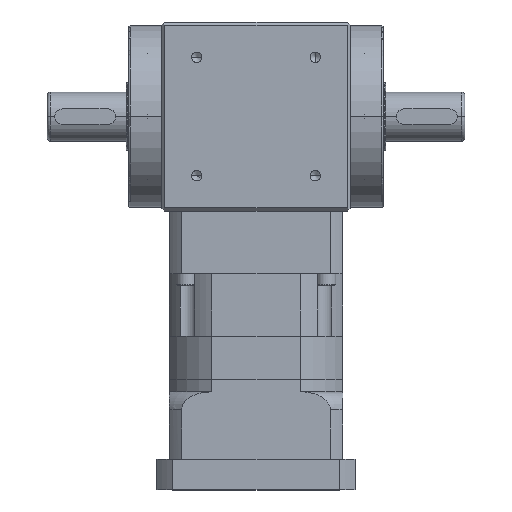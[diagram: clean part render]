
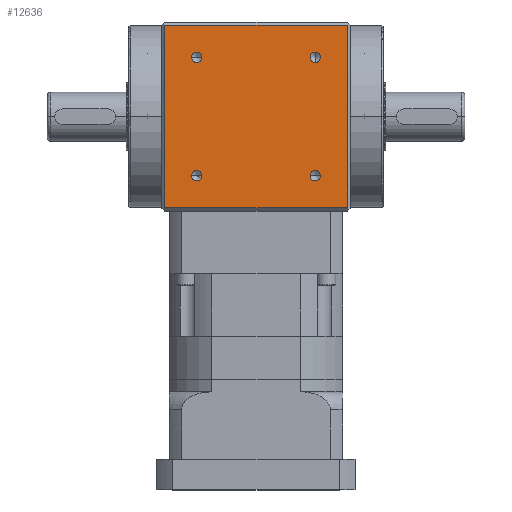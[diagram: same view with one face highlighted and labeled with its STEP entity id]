
A CAD part, top view. The second image highlights one B-rep face of the part: STEP entity #12636.
In plain terms, the highlighted planar face has unit normal (0, 0, 1).
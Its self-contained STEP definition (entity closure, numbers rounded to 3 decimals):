
#85 = ORIENTED_EDGE ( 'NONE', *, *, #27973, .F. ) ;
#102 = EDGE_CURVE ( 'NONE', #28319, #22619, #11536, .T. ) ;
#239 = AXIS2_PLACEMENT_3D ( 'NONE', #16969, #2750, #19325 ) ;
#342 = CIRCLE ( 'NONE', #2889, 3.4 ) ;
#729 = ORIENTED_EDGE ( 'NONE', *, *, #7669, .F. ) ;
#901 = ORIENTED_EDGE ( 'NONE', *, *, #4094, .F. ) ;
#952 = EDGE_LOOP ( 'NONE', ( #27371, #20652 ) ) ;
#1290 = ORIENTED_EDGE ( 'NONE', *, *, #17597, .F. ) ;
#1399 = CARTESIAN_POINT ( 'NONE',  ( 38.891, 231.791, 62. ) ) ;
#1738 = EDGE_LOOP ( 'NONE', ( #25768, #85, #901, #11406 ) ) ;
#1805 = VERTEX_POINT ( 'NONE', #22848 ) ;
#2238 = VERTEX_POINT ( 'NONE', #14002 ) ;
#2750 = DIRECTION ( 'NONE',  ( 0., 0., -1. ) ) ;
#2889 = AXIS2_PLACEMENT_3D ( 'NONE', #12748, #12742, #12707 ) ;
#3339 = CARTESIAN_POINT ( 'NONE',  ( 38.891, 157.409, 62. ) ) ;
#3795 = CARTESIAN_POINT ( 'NONE',  ( 38.891, 160.809, 62. ) ) ;
#4082 = CARTESIAN_POINT ( 'NONE',  ( -38.891, 157.409, 62. ) ) ;
#4094 = EDGE_CURVE ( 'NONE', #2238, #13031, #12423, .T. ) ;
#4451 = EDGE_CURVE ( 'NONE', #16892, #2238, #9866, .T. ) ;
#4511 = CIRCLE ( 'NONE', #25076, 3.4 ) ;
#5196 = CARTESIAN_POINT ( 'NONE',  ( -38.891, 235.191, 62. ) ) ;
#5448 = EDGE_CURVE ( 'NONE', #6193, #12422, #29347, .T. ) ;
#5750 = DIRECTION ( 'NONE',  ( 0., -1., 0. ) ) ;
#6193 = VERTEX_POINT ( 'NONE', #10087 ) ;
#6245 = VERTEX_POINT ( 'NONE', #3795 ) ;
#6513 = DIRECTION ( 'NONE',  ( 0., -1., 0. ) ) ;
#6553 = EDGE_CURVE ( 'NONE', #12422, #6193, #342, .T. ) ;
#6913 = VECTOR ( 'NONE', #17699, 1000. ) ;
#7626 = DIRECTION ( 'NONE',  ( 0., -1., 0. ) ) ;
#7669 = EDGE_CURVE ( 'NONE', #23849, #16779, #23575, .T. ) ;
#9843 = VECTOR ( 'NONE', #10521, 1000. ) ;
#9866 = LINE ( 'NONE', #10543, #9843 ) ;
#10087 = CARTESIAN_POINT ( 'NONE',  ( 38.891, 238.591, 62. ) ) ;
#10521 = DIRECTION ( 'NONE',  ( -1., 0., 0. ) ) ;
#10543 = CARTESIAN_POINT ( 'NONE',  ( -75., 136.3, 62. ) ) ;
#11092 = EDGE_LOOP ( 'NONE', ( #24819, #27122 ) ) ;
#11135 = CARTESIAN_POINT ( 'NONE',  ( -38.891, 238.591, 62. ) ) ;
#11406 = ORIENTED_EDGE ( 'NONE', *, *, #4451, .F. ) ;
#11536 = CIRCLE ( 'NONE', #12005, 3.4 ) ;
#11768 = AXIS2_PLACEMENT_3D ( 'NONE', #26869, #12881, #29105 ) ;
#11814 = PLANE ( 'NONE',  #239 ) ;
#12005 = AXIS2_PLACEMENT_3D ( 'NONE', #19155, #19187, #19246 ) ;
#12124 = VERTEX_POINT ( 'NONE', #28473 ) ;
#12150 = EDGE_LOOP ( 'NONE', ( #1290, #16887 ) ) ;
#12422 = VERTEX_POINT ( 'NONE', #1399 ) ;
#12423 = LINE ( 'NONE', #17738, #6913 ) ;
#12636 = ADVANCED_FACE ( 'NONE', ( #24608, #24554, #24638, #24453, #24426 ), #11814, .F. ) ;
#12707 = DIRECTION ( 'NONE',  ( 0., -1., 0. ) ) ;
#12742 = DIRECTION ( 'NONE',  ( 0., 0., 1. ) ) ;
#12748 = CARTESIAN_POINT ( 'NONE',  ( 38.891, 235.191, 62. ) ) ;
#12845 = VECTOR ( 'NONE', #18758, 1000. ) ;
#12881 = DIRECTION ( 'NONE',  ( 0., 0., 1. ) ) ;
#13031 = VERTEX_POINT ( 'NONE', #27676 ) ;
#14002 = CARTESIAN_POINT ( 'NONE',  ( -59.887, 136.3, 62. ) ) ;
#14018 = CARTESIAN_POINT ( 'NONE',  ( -75., 256.3, 62. ) ) ;
#15414 = CARTESIAN_POINT ( 'NONE',  ( -38.891, 231.791, 62. ) ) ;
#15780 = CARTESIAN_POINT ( 'NONE',  ( -38.891, 154.009, 62. ) ) ;
#16094 = ORIENTED_EDGE ( 'NONE', *, *, #23880, .F. ) ;
#16779 = VERTEX_POINT ( 'NONE', #15780 ) ;
#16790 = AXIS2_PLACEMENT_3D ( 'NONE', #26708, #26672, #26700 ) ;
#16887 = ORIENTED_EDGE ( 'NONE', *, *, #24984, .F. ) ;
#16892 = VERTEX_POINT ( 'NONE', #24431 ) ;
#16969 = CARTESIAN_POINT ( 'NONE',  ( -75., 258.3, 62. ) ) ;
#17597 = EDGE_CURVE ( 'NONE', #1805, #6245, #23761, .T. ) ;
#17699 = DIRECTION ( 'NONE',  ( 0., 1., 0. ) ) ;
#17738 = CARTESIAN_POINT ( 'NONE',  ( -59.887, 0., 62. ) ) ;
#18120 = EDGE_CURVE ( 'NONE', #22619, #28319, #20808, .T. ) ;
#18676 = LINE ( 'NONE', #14018, #30265 ) ;
#18758 = DIRECTION ( 'NONE',  ( 0., -1., 0. ) ) ;
#19047 = LINE ( 'NONE', #28010, #12845 ) ;
#19155 = CARTESIAN_POINT ( 'NONE',  ( -38.891, 235.191, 62. ) ) ;
#19187 = DIRECTION ( 'NONE',  ( 0., 0., 1. ) ) ;
#19246 = DIRECTION ( 'NONE',  ( 0., -1., 0. ) ) ;
#19325 = DIRECTION ( 'NONE',  ( 0., 1., 0. ) ) ;
#19911 = DIRECTION ( 'NONE',  ( 0., 0., 1. ) ) ;
#20648 = DIRECTION ( 'NONE',  ( 0., 0., 1. ) ) ;
#20652 = ORIENTED_EDGE ( 'NONE', *, *, #5448, .F. ) ;
#20808 = CIRCLE ( 'NONE', #24657, 3.4 ) ;
#21727 = DIRECTION ( 'NONE',  ( 0., 0., 1. ) ) ;
#22619 = VERTEX_POINT ( 'NONE', #11135 ) ;
#22848 = CARTESIAN_POINT ( 'NONE',  ( 38.891, 154.009, 62. ) ) ;
#23266 = EDGE_CURVE ( 'NONE', #12124, #16892, #19047, .T. ) ;
#23575 = CIRCLE ( 'NONE', #29848, 3.4 ) ;
#23761 = CIRCLE ( 'NONE', #11768, 3.4 ) ;
#23849 = VERTEX_POINT ( 'NONE', #29621 ) ;
#23880 = EDGE_CURVE ( 'NONE', #16779, #23849, #29890, .T. ) ;
#24426 = FACE_OUTER_BOUND ( 'NONE', #1738, .T. ) ;
#24431 = CARTESIAN_POINT ( 'NONE',  ( 59.887, 136.3, 62. ) ) ;
#24453 = FACE_BOUND ( 'NONE', #28528, .T. ) ;
#24554 = FACE_BOUND ( 'NONE', #952, .T. ) ;
#24608 = FACE_BOUND ( 'NONE', #11092, .T. ) ;
#24638 = FACE_BOUND ( 'NONE', #12150, .T. ) ;
#24657 = AXIS2_PLACEMENT_3D ( 'NONE', #5196, #21727, #7626 ) ;
#24819 = ORIENTED_EDGE ( 'NONE', *, *, #102, .F. ) ;
#24984 = EDGE_CURVE ( 'NONE', #6245, #1805, #4511, .T. ) ;
#25076 = AXIS2_PLACEMENT_3D ( 'NONE', #3339, #19911, #5750 ) ;
#25768 = ORIENTED_EDGE ( 'NONE', *, *, #23266, .F. ) ;
#26672 = DIRECTION ( 'NONE',  ( 0., 0., 1. ) ) ;
#26700 = DIRECTION ( 'NONE',  ( 0., -1., 0. ) ) ;
#26708 = CARTESIAN_POINT ( 'NONE',  ( 38.891, 235.191, 62. ) ) ;
#26869 = CARTESIAN_POINT ( 'NONE',  ( 38.891, 157.409, 62. ) ) ;
#27122 = ORIENTED_EDGE ( 'NONE', *, *, #18120, .F. ) ;
#27173 = DIRECTION ( 'NONE',  ( 0., -1., 0. ) ) ;
#27215 = DIRECTION ( 'NONE',  ( 0., 0., 1. ) ) ;
#27273 = CARTESIAN_POINT ( 'NONE',  ( -38.891, 157.409, 62. ) ) ;
#27371 = ORIENTED_EDGE ( 'NONE', *, *, #6553, .F. ) ;
#27676 = CARTESIAN_POINT ( 'NONE',  ( -59.887, 256.3, 62. ) ) ;
#27960 = AXIS2_PLACEMENT_3D ( 'NONE', #4082, #20648, #6513 ) ;
#27973 = EDGE_CURVE ( 'NONE', #13031, #12124, #18676, .T. ) ;
#28010 = CARTESIAN_POINT ( 'NONE',  ( 59.887, 0., 62. ) ) ;
#28319 = VERTEX_POINT ( 'NONE', #15414 ) ;
#28473 = CARTESIAN_POINT ( 'NONE',  ( 59.887, 256.3, 62. ) ) ;
#28528 = EDGE_LOOP ( 'NONE', ( #16094, #729 ) ) ;
#29105 = DIRECTION ( 'NONE',  ( 0., -1., 0. ) ) ;
#29347 = CIRCLE ( 'NONE', #16790, 3.4 ) ;
#29621 = CARTESIAN_POINT ( 'NONE',  ( -38.891, 160.809, 62. ) ) ;
#29848 = AXIS2_PLACEMENT_3D ( 'NONE', #27273, #27215, #27173 ) ;
#29890 = CIRCLE ( 'NONE', #27960, 3.4 ) ;
#30248 = DIRECTION ( 'NONE',  ( 1., 0., 0. ) ) ;
#30265 = VECTOR ( 'NONE', #30248, 1000. ) ;
